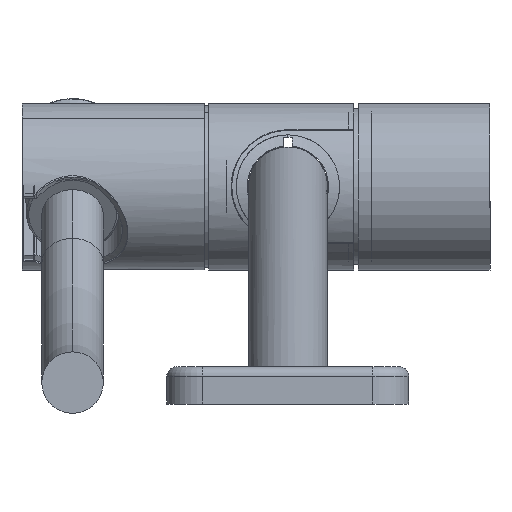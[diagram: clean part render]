
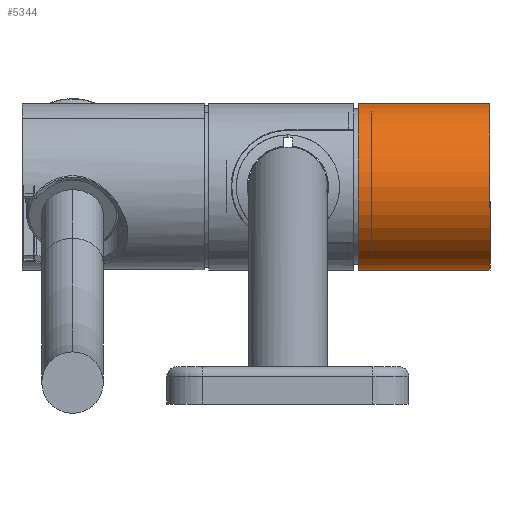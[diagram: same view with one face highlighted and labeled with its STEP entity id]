
A CAD part, front view. The second image highlights one B-rep face of the part: STEP entity #5344.
In plain terms, the highlighted cylindrical face has radius 19 mm (diameter 38 mm), a partial arc.
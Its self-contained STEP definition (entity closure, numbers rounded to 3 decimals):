
#63 = ORIENTED_EDGE ( 'NONE', *, *, #1319, .F. ) ;
#103 = CARTESIAN_POINT ( 'NONE',  ( 0., -30., 0. ) ) ;
#127 = LINE ( 'NONE', #5547, #384 ) ;
#347 = CIRCLE ( 'NONE', #2213, 19. ) ;
#384 = VECTOR ( 'NONE', #5255, 1000. ) ;
#551 = CARTESIAN_POINT ( 'NONE',  ( 0., -30., 19. ) ) ;
#797 = ORIENTED_EDGE ( 'NONE', *, *, #2679, .T. ) ;
#816 = EDGE_CURVE ( 'NONE', #3264, #901, #347, .T. ) ;
#831 = VERTEX_POINT ( 'NONE', #2541 ) ;
#901 = VERTEX_POINT ( 'NONE', #4122 ) ;
#1292 = ORIENTED_EDGE ( 'NONE', *, *, #5466, .T. ) ;
#1319 = EDGE_CURVE ( 'NONE', #831, #3264, #1342, .T. ) ;
#1342 = LINE ( 'NONE', #551, #5911 ) ;
#1403 = DIRECTION ( 'NONE',  ( 0., 0., 1. ) ) ;
#1578 = CYLINDRICAL_SURFACE ( 'NONE', #2591, 19. ) ;
#2213 = AXIS2_PLACEMENT_3D ( 'NONE', #4234, #4830, #5809 ) ;
#2425 = DIRECTION ( 'NONE',  ( 0., 1., 0. ) ) ;
#2541 = CARTESIAN_POINT ( 'NONE',  ( 0., -30., 19. ) ) ;
#2591 = AXIS2_PLACEMENT_3D ( 'NONE', #103, #4097, #1403 ) ;
#2679 = EDGE_CURVE ( 'NONE', #831, #3640, #5348, .T. ) ;
#3264 = VERTEX_POINT ( 'NONE', #3723 ) ;
#3302 = ORIENTED_EDGE ( 'NONE', *, *, #816, .F. ) ;
#3459 = EDGE_LOOP ( 'NONE', ( #797, #1292, #3302, #63 ) ) ;
#3505 = CARTESIAN_POINT ( 'NONE',  ( 0., -30., -19. ) ) ;
#3640 = VERTEX_POINT ( 'NONE', #3505 ) ;
#3723 = CARTESIAN_POINT ( 'NONE',  ( 0., 0., 19. ) ) ;
#3741 = AXIS2_PLACEMENT_3D ( 'NONE', #4042, #2425, #4957 ) ;
#3918 = FACE_OUTER_BOUND ( 'NONE', #3459, .T. ) ;
#4042 = CARTESIAN_POINT ( 'NONE',  ( 0., -30., 0. ) ) ;
#4097 = DIRECTION ( 'NONE',  ( 0., 1., 0. ) ) ;
#4122 = CARTESIAN_POINT ( 'NONE',  ( 0., 0., -19. ) ) ;
#4234 = CARTESIAN_POINT ( 'NONE',  ( 0., 0., 0. ) ) ;
#4830 = DIRECTION ( 'NONE',  ( 0., 1., 0. ) ) ;
#4957 = DIRECTION ( 'NONE',  ( 0., 0., 1. ) ) ;
#5255 = DIRECTION ( 'NONE',  ( 0., 1., 0. ) ) ;
#5344 = ADVANCED_FACE ( 'NONE', ( #3918 ), #1578, .T. ) ;
#5348 = CIRCLE ( 'NONE', #3741, 19. ) ;
#5466 = EDGE_CURVE ( 'NONE', #3640, #901, #127, .T. ) ;
#5547 = CARTESIAN_POINT ( 'NONE',  ( 0., -30., -19. ) ) ;
#5701 = DIRECTION ( 'NONE',  ( 0., 1., 0. ) ) ;
#5809 = DIRECTION ( 'NONE',  ( 0., 0., 1. ) ) ;
#5911 = VECTOR ( 'NONE', #5701, 1000. ) ;
